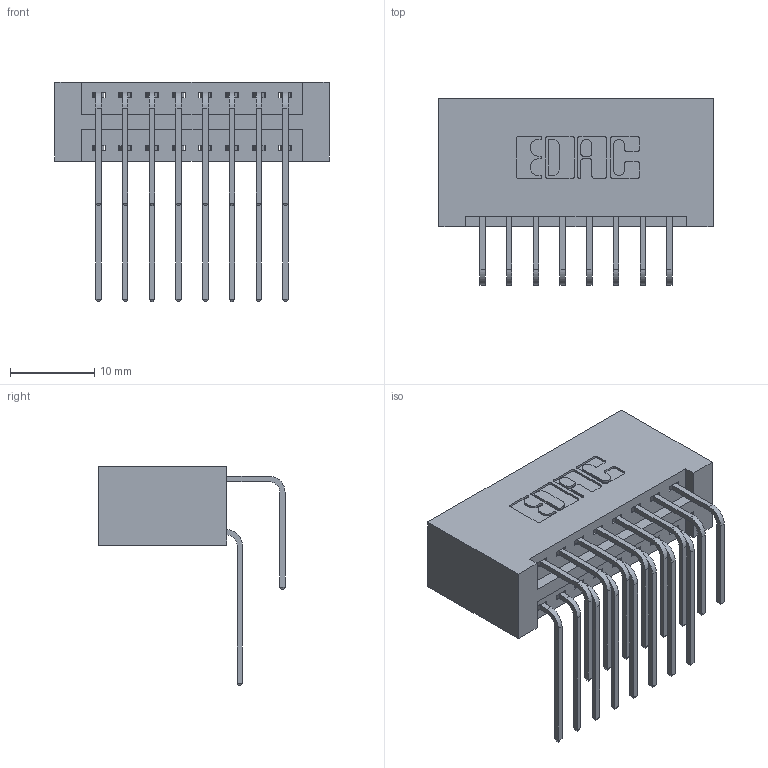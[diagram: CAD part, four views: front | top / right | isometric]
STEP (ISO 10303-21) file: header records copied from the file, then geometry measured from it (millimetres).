
FILE_DESCRIPTION (( 'STEP AP203' ), '1' );
FILE_NAME ('346-016-558-201.STEP', '2022-05-18T16:20:38', ( '' ), ( '' ), 'SwSTEP 2.0', 'SolidWorks 2020', '' );
FILE_SCHEMA (( 'CONFIG_CONTROL_DESIGN' ));
Length unit declared in the file: inch
Products named in the file (4): 345-292-001_558 559 Tail - 1; 346-016-558-201; 345-292-001_558 Tail - 2; 346 Part_No Mounting Lugs
Assembly tree (17 placements, depth 2):
  346-016-558-201
    346 Part_No Mounting Lugs
    345-292-001_558 559 Tail - 1  x8
    345-292-001_558 Tail - 2  x8
Bounding box: 32.64 x 22.16 x 26.16 mm (x, y, z)
Volume: 3584.2 mm3; surface area: 4998.3 mm2
Topology: 17 solids, 17 shells, 978 faces, 2881 edges, 1898 vertices
Faces by surface type: plane 664, cylinder 314
Entity records: 11305 total; most frequent: CARTESIAN_POINT 1959, ORIENTED_EDGE 1842, DIRECTION 1745, EDGE_CURVE 921, LINE 725, VECTOR 725, VERTEX_POINT 610, AXIS2_PLACEMENT_3D 510
